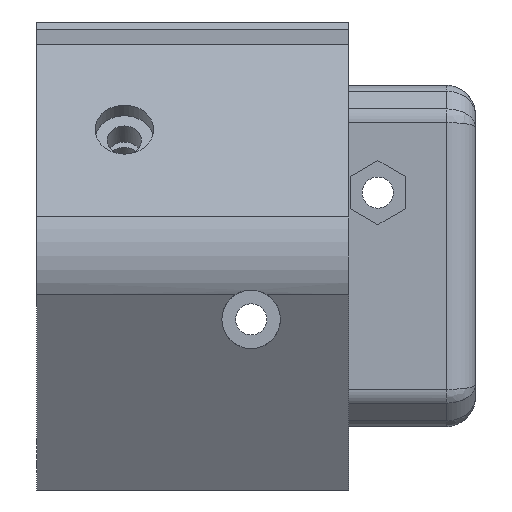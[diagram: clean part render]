
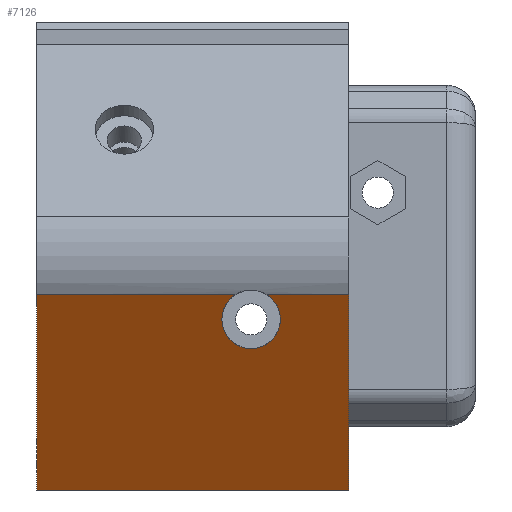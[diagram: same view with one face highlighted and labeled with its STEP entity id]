
A CAD part, left-side view. The second image highlights one B-rep face of the part: STEP entity #7126.
In plain terms, the highlighted planar face has unit normal (-0.838, 0, -0.546).
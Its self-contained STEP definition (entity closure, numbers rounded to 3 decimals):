
#6423=CARTESIAN_POINT('Vertex',(-60.028,-14.,-4.)) ;
#6426=CARTESIAN_POINT('Line Origine',(-53.514,-14.,-14.)) ;
#6430=CARTESIAN_POINT('Vertex',(-47.,-14.,-24.)) ;
#6464=CARTESIAN_POINT('Vertex',(-47.,18.,-24.)) ;
#6467=CARTESIAN_POINT('Line Origine',(-53.514,18.,-14.)) ;
#6471=CARTESIAN_POINT('Vertex',(-60.028,18.,-4.)) ;
#6592=CARTESIAN_POINT('Line Origine',(-47.,2.,-24.)) ;
#7042=CARTESIAN_POINT('Axis2P3D Location',(-47.,0.,-24.)) ;
#7047=CARTESIAN_POINT('Line Origine',(-60.028,7.829,-4.)) ;
#7051=CARTESIAN_POINT('Vertex',(-60.028,-2.342,-4.)) ;
#7054=CARTESIAN_POINT('Line Origine',(-60.028,-9.829,-4.)) ;
#7058=CARTESIAN_POINT('Vertex',(-60.028,-5.658,-4.)) ;
#7062=CARTESIAN_POINT('Control Point',(-60.028,-5.658,-4.)) ;
#7063=CARTESIAN_POINT('Control Point',(-59.914,-5.922,-4.175)) ;
#7064=CARTESIAN_POINT('Control Point',(-59.781,-6.156,-4.38)) ;
#7065=CARTESIAN_POINT('Control Point',(-59.631,-6.358,-4.609)) ;
#7066=CARTESIAN_POINT('Control Point',(-59.309,-6.696,-5.104)) ;
#7067=CARTESIAN_POINT('Control Point',(-58.955,-6.898,-5.648)) ;
#7068=CARTESIAN_POINT('Control Point',(-58.771,-6.966,-5.93)) ;
#7069=CARTESIAN_POINT('Control Point',(-58.585,-7.,-6.215)) ;
#7070=CARTESIAN_POINT('Control Point',(-58.4,-7.,-6.5)) ;
#7071=CARTESIAN_POINT('Vertex',(-58.4,-7.,-6.5)) ;
#7075=CARTESIAN_POINT('Control Point',(-58.4,-1.,-6.5)) ;
#7076=CARTESIAN_POINT('Control Point',(-58.179,-1.,-6.838)) ;
#7077=CARTESIAN_POINT('Control Point',(-57.959,-1.048,-7.176)) ;
#7078=CARTESIAN_POINT('Control Point',(-57.743,-1.143,-7.509)) ;
#7079=CARTESIAN_POINT('Control Point',(-57.407,-1.375,-8.025)) ;
#7080=CARTESIAN_POINT('Control Point',(-57.107,-1.733,-8.484)) ;
#7081=CARTESIAN_POINT('Control Point',(-57.,-1.888,-8.648)) ;
#7082=CARTESIAN_POINT('Control Point',(-56.813,-2.214,-8.935)) ;
#7083=CARTESIAN_POINT('Control Point',(-56.664,-2.598,-9.165)) ;
#7084=CARTESIAN_POINT('Control Point',(-56.603,-2.791,-9.259)) ;
#7085=CARTESIAN_POINT('Control Point',(-56.507,-3.18,-9.405)) ;
#7086=CARTESIAN_POINT('Control Point',(-56.457,-3.596,-9.483)) ;
#7087=CARTESIAN_POINT('Control Point',(-56.443,-3.798,-9.504)) ;
#7088=CARTESIAN_POINT('Control Point',(-56.439,-4.15,-9.509)) ;
#7089=CARTESIAN_POINT('Control Point',(-56.469,-4.498,-9.464)) ;
#7090=CARTESIAN_POINT('Control Point',(-56.487,-4.643,-9.436)) ;
#7091=CARTESIAN_POINT('Control Point',(-56.536,-4.93,-9.362)) ;
#7092=CARTESIAN_POINT('Control Point',(-56.605,-5.202,-9.254)) ;
#7093=CARTESIAN_POINT('Control Point',(-56.646,-5.335,-9.192)) ;
#7094=CARTESIAN_POINT('Control Point',(-56.789,-5.739,-8.973)) ;
#7095=CARTESIAN_POINT('Control Point',(-56.974,-6.085,-8.689)) ;
#7096=CARTESIAN_POINT('Control Point',(-57.116,-6.291,-8.47)) ;
#7097=CARTESIAN_POINT('Control Point',(-57.441,-6.658,-7.971)) ;
#7098=CARTESIAN_POINT('Control Point',(-57.803,-6.882,-7.416)) ;
#7099=CARTESIAN_POINT('Control Point',(-58.,-6.961,-7.114)) ;
#7100=CARTESIAN_POINT('Control Point',(-58.2,-7.,-6.807)) ;
#7101=CARTESIAN_POINT('Control Point',(-58.4,-7.,-6.5)) ;
#7102=CARTESIAN_POINT('Vertex',(-58.4,-1.,-6.5)) ;
#7106=CARTESIAN_POINT('Control Point',(-60.028,-2.342,-4.)) ;
#7107=CARTESIAN_POINT('Control Point',(-59.914,-2.078,-4.175)) ;
#7108=CARTESIAN_POINT('Control Point',(-59.781,-1.844,-4.38)) ;
#7109=CARTESIAN_POINT('Control Point',(-59.631,-1.642,-4.609)) ;
#7110=CARTESIAN_POINT('Control Point',(-59.309,-1.304,-5.104)) ;
#7111=CARTESIAN_POINT('Control Point',(-58.955,-1.102,-5.648)) ;
#7112=CARTESIAN_POINT('Control Point',(-58.771,-1.034,-5.93)) ;
#7113=CARTESIAN_POINT('Control Point',(-58.585,-1.,-6.215)) ;
#7114=CARTESIAN_POINT('Control Point',(-58.4,-1.,-6.5)) ;
#6427=DIRECTION('Vector Direction',(-0.546,0.,0.838)) ;
#6468=DIRECTION('Vector Direction',(-0.546,0.,0.838)) ;
#6593=DIRECTION('Vector Direction',(0.,1.,0.)) ;
#7043=DIRECTION('Axis2P3D Direction',(-0.838,0.,-0.546)) ;
#7044=DIRECTION('Axis2P3D XDirection',(-0.546,0.,0.838)) ;
#7048=DIRECTION('Vector Direction',(0.,1.,0.)) ;
#7055=DIRECTION('Vector Direction',(0.,1.,0.)) ;
#7045=AXIS2_PLACEMENT_3D('Plane Axis2P3D',#7042,#7043,#7044) ;
#7117=ORIENTED_EDGE('',*,*,#7053,.T.) ;
#7118=ORIENTED_EDGE('',*,*,#6473,.F.) ;
#7119=ORIENTED_EDGE('',*,*,#6596,.F.) ;
#7120=ORIENTED_EDGE('',*,*,#6432,.T.) ;
#7121=ORIENTED_EDGE('',*,*,#7060,.T.) ;
#7122=ORIENTED_EDGE('',*,*,#7073,.T.) ;
#7123=ORIENTED_EDGE('',*,*,#7104,.F.) ;
#7124=ORIENTED_EDGE('',*,*,#7115,.F.) ;
#6428=VECTOR('Line Direction',#6427,1.) ;
#6469=VECTOR('Line Direction',#6468,1.) ;
#6594=VECTOR('Line Direction',#6593,1.) ;
#7049=VECTOR('Line Direction',#7048,1.) ;
#7056=VECTOR('Line Direction',#7055,1.) ;
#7126=ADVANCED_FACE('Corps principal',(#7125),#7046,.T.) ;
#7061=B_SPLINE_CURVE_WITH_KNOTS('',5,(#7062,#7063,#7064,#7065,#7066,#7067,#7068,#7069,#7070),.UNSPECIFIED.,.F.,.U.,(6,3,6),(0.,2.376,4.782),.UNSPECIFIED.) ;
#7074=B_SPLINE_CURVE_WITH_KNOTS('',5,(#7075,#7076,#7077,#7078,#7079,#7080,#7081,#7082,#7083,#7084,#7085,#7086,#7087,#7088,#7089,#7090,#7091,#7092,#7093,#7094,#7095,#7096,#7097,#7098,#7099,#7100,#7101),.UNSPECIFIED.,.F.,.U.,(6,3,3,3,3,3,3,3,6),(0.,2.854,4.612,6.18,7.61,8.659,9.73,12.056,14.645),.UNSPECIFIED.) ;
#7105=B_SPLINE_CURVE_WITH_KNOTS('',5,(#7106,#7107,#7108,#7109,#7110,#7111,#7112,#7113,#7114),.UNSPECIFIED.,.F.,.U.,(6,3,6),(0.,2.376,4.782),.UNSPECIFIED.) ;
#6432=EDGE_CURVE('',#6431,#6424,#6429,.T.) ;
#6473=EDGE_CURVE('',#6465,#6472,#6470,.T.) ;
#6596=EDGE_CURVE('',#6431,#6465,#6595,.T.) ;
#7053=EDGE_CURVE('',#7052,#6472,#7050,.T.) ;
#7060=EDGE_CURVE('',#6424,#7059,#7057,.T.) ;
#7073=EDGE_CURVE('',#7059,#7072,#7061,.T.) ;
#7104=EDGE_CURVE('',#7103,#7072,#7074,.T.) ;
#7115=EDGE_CURVE('',#7052,#7103,#7105,.T.) ;
#7116=EDGE_LOOP('',(#7117,#7118,#7119,#7120,#7121,#7122,#7123,#7124)) ;
#7125=FACE_OUTER_BOUND('',#7116,.T.) ;
#6429=LINE('Line',#6426,#6428) ;
#6470=LINE('Line',#6467,#6469) ;
#6595=LINE('Line',#6592,#6594) ;
#7050=LINE('Line',#7047,#7049) ;
#7057=LINE('Line',#7054,#7056) ;
#7046=PLANE('',#7045) ;
#6424=VERTEX_POINT('',#6423) ;
#6431=VERTEX_POINT('',#6430) ;
#6465=VERTEX_POINT('',#6464) ;
#6472=VERTEX_POINT('',#6471) ;
#7052=VERTEX_POINT('',#7051) ;
#7059=VERTEX_POINT('',#7058) ;
#7072=VERTEX_POINT('',#7071) ;
#7103=VERTEX_POINT('',#7102) ;
